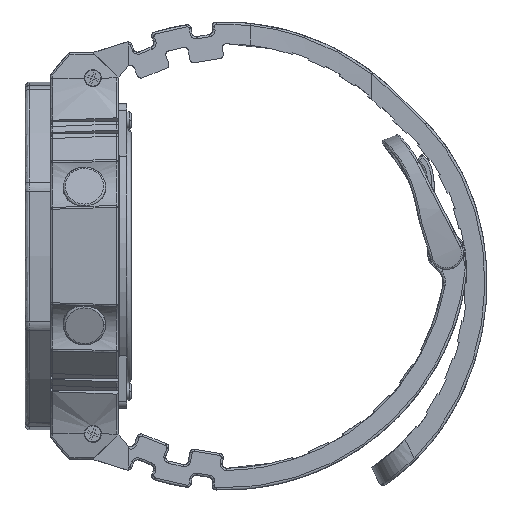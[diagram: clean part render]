
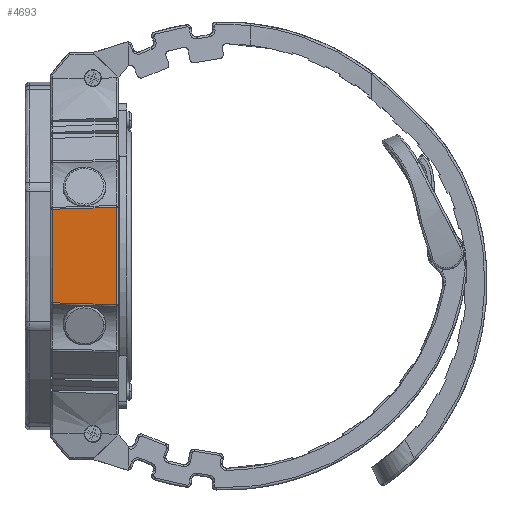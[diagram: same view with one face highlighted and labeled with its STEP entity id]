
A CAD part, left-side view. The second image highlights one B-rep face of the part: STEP entity #4693.
In plain terms, the highlighted free-form (B-spline) face has degree [1, 1] with [2, 2] control points.
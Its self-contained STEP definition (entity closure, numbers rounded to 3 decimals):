
#4693 = ADVANCED_FACE('',(#4694),#4734,.F.);
#4694 = FACE_BOUND('',#4695,.T.);
#4695 = EDGE_LOOP('',(#4696,#4710,#4717,#4729));
#4696 = ORIENTED_EDGE('',*,*,#4697,.T.);
#4697 = EDGE_CURVE('',#4698,#4700,#4702,.T.);
#4698 = VERTEX_POINT('',#4699);
#4699 = CARTESIAN_POINT('',(-22.312,7.702,
    -5.478));
#4700 = VERTEX_POINT('',#4701);
#4701 = CARTESIAN_POINT('',(-22.703,0.248,
    -5.702));
#4702 = B_SPLINE_CURVE_WITH_KNOTS('',3,(#4703,#4704,#4705,#4706,#4707,
    #4708,#4709),.UNSPECIFIED.,.F.,.F.,(4,3,4),(0.,0.005,
    0.008),.UNSPECIFIED.);
#4703 = CARTESIAN_POINT('',(-22.312,7.702,
    -5.478));
#4704 = CARTESIAN_POINT('',(-22.395,6.125,
    -5.524));
#4705 = CARTESIAN_POINT('',(-22.477,4.549,
    -5.571));
#4706 = CARTESIAN_POINT('',(-22.56,2.972,
    -5.619));
#4707 = CARTESIAN_POINT('',(-22.608,2.064,-5.646
    ));
#4708 = CARTESIAN_POINT('',(-22.655,1.156,
    -5.674));
#4709 = CARTESIAN_POINT('',(-22.703,0.248,
    -5.702));
#4710 = ORIENTED_EDGE('',*,*,#4711,.T.);
#4711 = EDGE_CURVE('',#4700,#4712,#4714,.T.);
#4712 = VERTEX_POINT('',#4713);
#4713 = CARTESIAN_POINT('',(-22.703,0.248,
    5.702));
#4714 = B_SPLINE_CURVE_WITH_KNOTS('',1,(#4715,#4716),.UNSPECIFIED.,.F.,
  .F.,(2,2),(-5.747,5.747),.PIECEWISE_BEZIER_KNOTS.);
#4715 = CARTESIAN_POINT('',(-22.703,0.248,
    -5.702));
#4716 = CARTESIAN_POINT('',(-22.703,0.248,
    5.702));
#4717 = ORIENTED_EDGE('',*,*,#4718,.T.);
#4718 = EDGE_CURVE('',#4712,#4719,#4721,.T.);
#4719 = VERTEX_POINT('',#4720);
#4720 = CARTESIAN_POINT('',(-22.312,7.702,
    5.478));
#4721 = B_SPLINE_CURVE_WITH_KNOTS('',3,(#4722,#4723,#4724,#4725,#4726,
    #4727,#4728),.UNSPECIFIED.,.F.,.F.,(4,3,4),(0.,
    0.003,0.008),.UNSPECIFIED.);
#4722 = CARTESIAN_POINT('',(-22.703,0.248,
    5.702));
#4723 = CARTESIAN_POINT('',(-22.655,1.156,
    5.674));
#4724 = CARTESIAN_POINT('',(-22.608,2.064,
    5.646));
#4725 = CARTESIAN_POINT('',(-22.56,2.972,5.619
    ));
#4726 = CARTESIAN_POINT('',(-22.477,4.549,
    5.571));
#4727 = CARTESIAN_POINT('',(-22.395,6.125,5.524
    ));
#4728 = CARTESIAN_POINT('',(-22.312,7.702,
    5.478));
#4729 = ORIENTED_EDGE('',*,*,#4730,.T.);
#4730 = EDGE_CURVE('',#4719,#4698,#4731,.T.);
#4731 = B_SPLINE_CURVE_WITH_KNOTS('',1,(#4732,#4733),.UNSPECIFIED.,.F.,
  .F.,(2,2),(-11.178,-0.134),.PIECEWISE_BEZIER_KNOTS.);
#4732 = CARTESIAN_POINT('',(-22.312,7.702,
    5.478));
#4733 = CARTESIAN_POINT('',(-22.312,7.702,
    -5.478));
#4734 = B_SPLINE_SURFACE_WITH_KNOTS('',1,1,(
    (#4735,#4736)
    ,(#4737,#4738
    )),.UNSPECIFIED.,.F.,.F.,.F.,(2,2),(2,2),(-5.747,
    5.747),(0.237,7.761),
  .PIECEWISE_BEZIER_KNOTS.);
#4735 = CARTESIAN_POINT('',(-22.312,7.702,
    -5.702));
#4736 = CARTESIAN_POINT('',(-22.703,0.248,
    -5.702));
#4737 = CARTESIAN_POINT('',(-22.312,7.702,
    5.702));
#4738 = CARTESIAN_POINT('',(-22.703,0.248,
    5.702));
